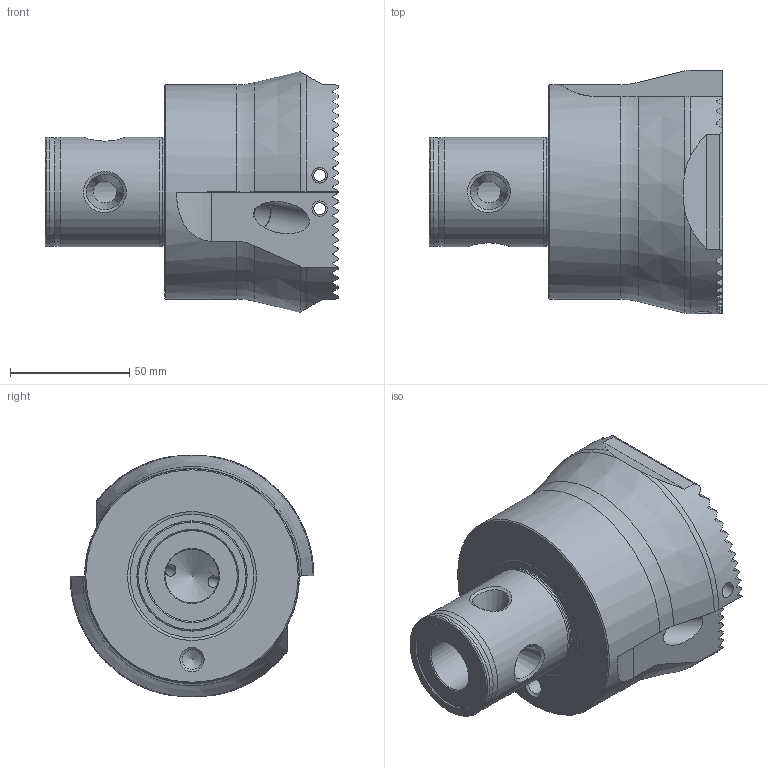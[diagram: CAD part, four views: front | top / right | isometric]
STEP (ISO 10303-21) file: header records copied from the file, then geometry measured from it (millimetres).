
FILE_DESCRIPTION(/* description */ (''),/* implementation_level */ '2;1');
FILE_NAME(/* name */ 'S46-TBH115-156.stp',/* time_stamp */ '2022-08-10T16:18:02+09:00',/* author */ ('KKK'),/* organization */ (''),/* preprocessor_version */ 'ST-DEVELOPER v18.1',/* originating_system */ 'Autodesk Inventor 2022',/* authorisation */ '');
FILE_SCHEMA (('AUTOMOTIVE_DESIGN { 1 0 10303 214 3 1 1 }'));
Length unit declared in the file: millimetre
Products named in the file (1): S11-TBH25-34
Bounding box: 123 x 102 x 101.08 mm (x, y, z)
Volume: 508849.1 mm3; surface area: 65255.4 mm2
Topology: 1 solids, 1 shells, 251 faces, 716 edges, 473 vertices
Faces by surface type: plane 183, cylinder 38, cone 20, torus 8, bspline 2
Full cylindrical faces by diameter (mm): 3 x1, 4.917 x2, 5 x3, 6.5 x4, 8.2 x1, 10.106 x4, 12 x2, 13 x2, 14 x4, 22.5 x1, 45.4 x1, 46 x2, 90 x1
Entity records: 9060 total; most frequent: CARTESIAN_POINT 2172, DIRECTION 1533, ORIENTED_EDGE 1418, EDGE_CURVE 709, AXIS2_PLACEMENT_3D 610, VERTEX_POINT 473, LINE 313, VECTOR 313
